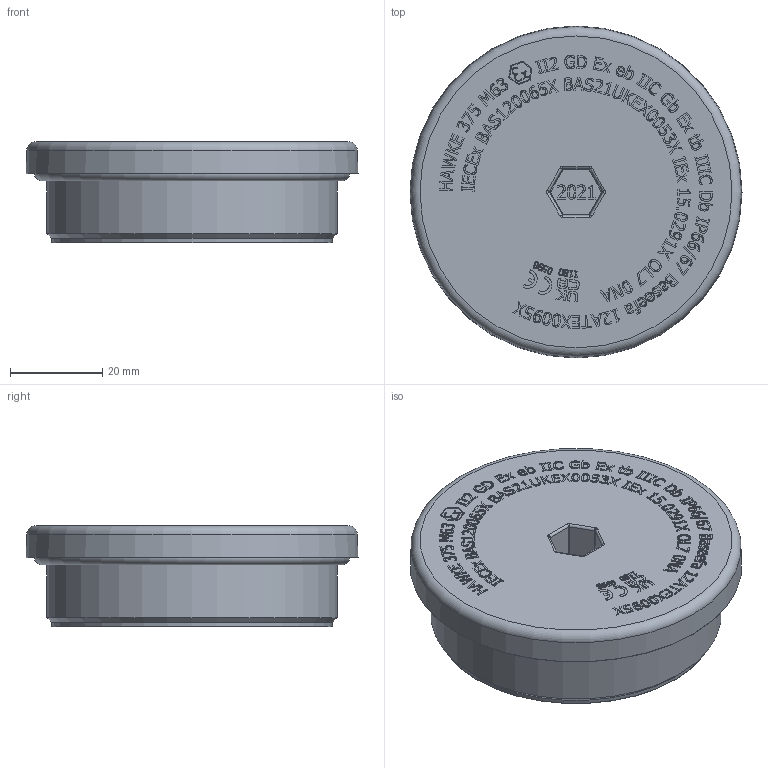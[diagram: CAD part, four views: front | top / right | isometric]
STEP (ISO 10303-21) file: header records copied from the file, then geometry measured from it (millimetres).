
FILE_DESCRIPTION(/* description */ (''),/* implementation_level */ '2;1');
FILE_NAME(/* name */ '520880_M63.stp',/* time_stamp */ '2023-07-26T21:57:40+05:00',/* author */ ('vinaykumark'),/* organization */ (''),/* preprocessor_version */ 'ST-DEVELOPER v18',/* originating_system */ 'Autodesk Inventor 2020',/* authorisation */ '');
FILE_SCHEMA (('AUTOMOTIVE_DESIGN { 1 0 10303 214 3 1 1 }'));
Length unit declared in the file: millimetre
Products named in the file (1): Part1
Bounding box: 71.99 x 71.99 x 22.1 mm (x, y, z)
Volume: 74344 mm3; surface area: 15108.8 mm2
Topology: 2 solids, 2 shells, 2073 faces, 5658 edges, 3765 vertices
Faces by surface type: plane 1138, bspline 890, cylinder 30, sphere 6, torus 6, cone 3
Full cylindrical faces by diameter (mm): 63 x1
Entity records: 71878 total; most frequent: CARTESIAN_POINT 23265, ORIENTED_EDGE 11316, DIRECTION 6357, EDGE_CURVE 5658, LINE 3791, VECTOR 3791, VERTEX_POINT 3765, EDGE_LOOP 2251
